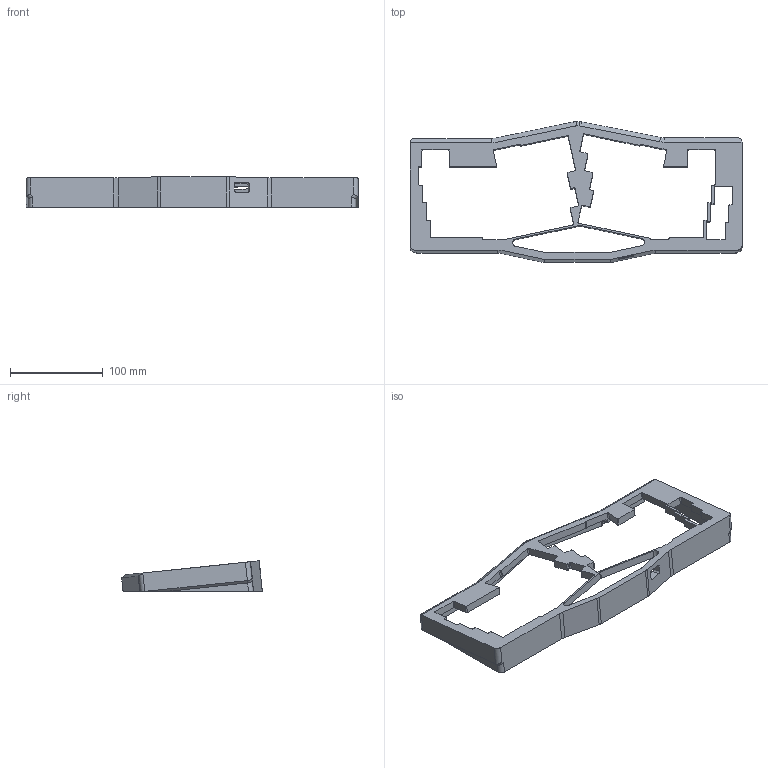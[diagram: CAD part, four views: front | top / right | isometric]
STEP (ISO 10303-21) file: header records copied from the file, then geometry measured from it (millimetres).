
FILE_DESCRIPTION(/* description */ (''),/* implementation_level */ '2;1');
FILE_NAME(/* name */ 'sesame-top-frame-v8.step',/* time_stamp */ '2023-03-14T21:18:27-04:00',/* author */ (''),/* organization */ (''),/* preprocessor_version */ 'ST-DEVELOPER v19.2',/* originating_system */ 'Autodesk Translation Framework v11.17.0.187',/* authorisation */ '');
FILE_SCHEMA (('AUTOMOTIVE_DESIGN { 1 0 10303 214 3 1 1 }'));
Length unit declared in the file: millimetre
Products named in the file (1): sesame-top-frame-v8-jlc
Bounding box: 358.42 x 151.96 x 32.79 mm (x, y, z)
Volume: 213621.8 mm3; surface area: 83317.9 mm2
Topology: 1 solids, 1 shells, 306 faces, 855 edges, 564 vertices
Faces by surface type: plane 168, cylinder 134, cone 4
Full cylindrical faces by diameter (mm): 2.5 x5, 3.2 x8
Entity records: 9916 total; most frequent: DIRECTION 1737, CARTESIAN_POINT 1726, ORIENTED_EDGE 1710, EDGE_CURVE 855, LINE 587, VECTOR 587, AXIS2_PLACEMENT_3D 575, VERTEX_POINT 564
